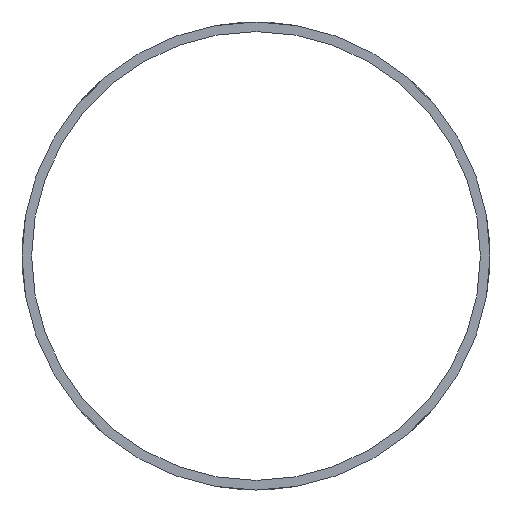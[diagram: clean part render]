
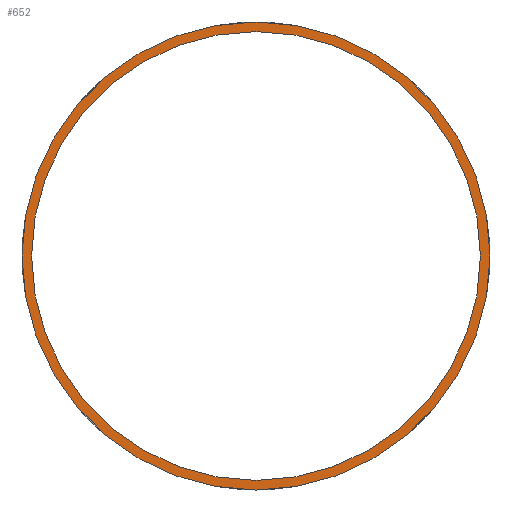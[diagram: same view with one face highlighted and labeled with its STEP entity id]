
A CAD part, left-side view. The second image highlights one B-rep face of the part: STEP entity #652.
In plain terms, the highlighted planar face has unit normal (-1, 0, 0).
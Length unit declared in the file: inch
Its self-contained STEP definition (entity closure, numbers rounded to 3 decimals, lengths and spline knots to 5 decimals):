
#153 = FACE_BOUND ( 'NONE', #1226, .T. ) ;
#169 = CARTESIAN_POINT ( 'NONE',  ( -3.56225, 0., -0.938 ) ) ;
#330 = VERTEX_POINT ( 'NONE', #169 ) ;
#516 = EDGE_CURVE ( 'NONE', #2146, #330, #651, .T. ) ;
#612 = EDGE_LOOP ( 'NONE', ( #982, #2092 ) ) ;
#617 = FACE_OUTER_BOUND ( 'NONE', #612, .T. ) ;
#651 = CIRCLE ( 'NONE', #1630, 0.938 ) ;
#652 = ADVANCED_FACE ( 'NONE', ( #153, #617 ), #2805, .F. ) ;
#683 = EDGE_CURVE ( 'NONE', #1201, #2158, #2650, .T. ) ;
#703 = DIRECTION ( 'NONE',  ( 0., 0., 1. ) ) ;
#716 = CIRCLE ( 'NONE', #1545, 0.8995 ) ;
#717 = DIRECTION ( 'NONE',  ( 0., 0., 1. ) ) ;
#751 = CARTESIAN_POINT ( 'NONE',  ( -3.56225, 0., 0. ) ) ;
#766 = CARTESIAN_POINT ( 'NONE',  ( -3.56225, 0., 0. ) ) ;
#868 = CARTESIAN_POINT ( 'NONE',  ( -3.56225, 0., 0. ) ) ;
#882 = DIRECTION ( 'NONE',  ( -1., 0., 0. ) ) ;
#982 = ORIENTED_EDGE ( 'NONE', *, *, #516, .T. ) ;
#1046 = EDGE_CURVE ( 'NONE', #2158, #1201, #716, .T. ) ;
#1101 = DIRECTION ( 'NONE',  ( 0., 0., 1. ) ) ;
#1159 = AXIS2_PLACEMENT_3D ( 'NONE', #1686, #2583, #1275 ) ;
#1188 = DIRECTION ( 'NONE',  ( -1., 0., 0. ) ) ;
#1201 = VERTEX_POINT ( 'NONE', #1912 ) ;
#1226 = EDGE_LOOP ( 'NONE', ( #1600, #1936 ) ) ;
#1275 = DIRECTION ( 'NONE',  ( 0., 0., -1. ) ) ;
#1346 = CARTESIAN_POINT ( 'NONE',  ( -3.56225, 0., 0. ) ) ;
#1438 = DIRECTION ( 'NONE',  ( -1., 0., 0. ) ) ;
#1545 = AXIS2_PLACEMENT_3D ( 'NONE', #1346, #2422, #703 ) ;
#1600 = ORIENTED_EDGE ( 'NONE', *, *, #683, .F. ) ;
#1630 = AXIS2_PLACEMENT_3D ( 'NONE', #766, #1188, #717 ) ;
#1686 = CARTESIAN_POINT ( 'NONE',  ( -3.56225, 0.938, 0. ) ) ;
#1764 = AXIS2_PLACEMENT_3D ( 'NONE', #751, #1438, #2524 ) ;
#1912 = CARTESIAN_POINT ( 'NONE',  ( -3.56225, 0., 0.8995 ) ) ;
#1936 = ORIENTED_EDGE ( 'NONE', *, *, #1046, .F. ) ;
#2092 = ORIENTED_EDGE ( 'NONE', *, *, #2589, .T. ) ;
#2146 = VERTEX_POINT ( 'NONE', #2339 ) ;
#2158 = VERTEX_POINT ( 'NONE', #2530 ) ;
#2339 = CARTESIAN_POINT ( 'NONE',  ( -3.56225, 0., 0.938 ) ) ;
#2422 = DIRECTION ( 'NONE',  ( -1., 0., 0. ) ) ;
#2510 = AXIS2_PLACEMENT_3D ( 'NONE', #868, #882, #1101 ) ;
#2524 = DIRECTION ( 'NONE',  ( 0., 0., 1. ) ) ;
#2530 = CARTESIAN_POINT ( 'NONE',  ( -3.56225, 0., -0.8995 ) ) ;
#2583 = DIRECTION ( 'NONE',  ( 1., 0., 0. ) ) ;
#2589 = EDGE_CURVE ( 'NONE', #330, #2146, #2874, .T. ) ;
#2650 = CIRCLE ( 'NONE', #2510, 0.8995 ) ;
#2805 = PLANE ( 'NONE',  #1159 ) ;
#2874 = CIRCLE ( 'NONE', #1764, 0.938 ) ;
